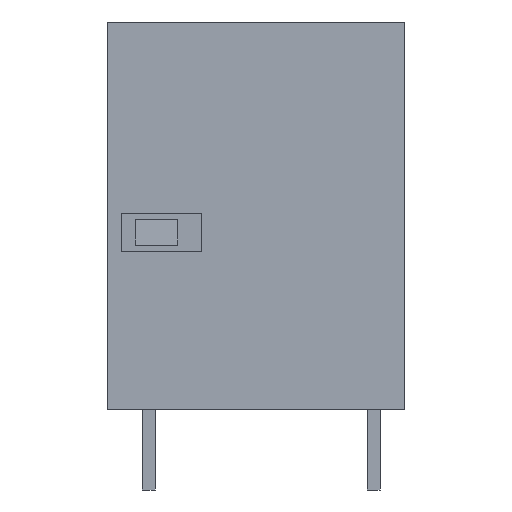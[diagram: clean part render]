
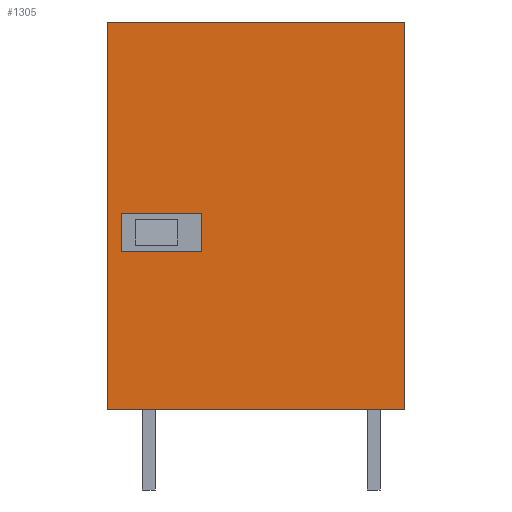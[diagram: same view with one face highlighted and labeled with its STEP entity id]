
A CAD part, left-side view. The second image highlights one B-rep face of the part: STEP entity #1305.
In plain terms, the highlighted planar face has unit normal (-1, 0, 0).
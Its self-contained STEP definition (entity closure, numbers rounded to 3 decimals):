
#1251=AXIS2_PLACEMENT_3D('Plane Axis2P3D',#1248,#1249,#1250) ;
#49=CARTESIAN_POINT('Vertex',(0.,0.,5.)) ;
#52=CARTESIAN_POINT('Line Origine',(0.,9.25,5.)) ;
#56=CARTESIAN_POINT('Vertex',(0.,18.5,5.)) ;
#148=CARTESIAN_POINT('Line Origine',(0.,0.,17.075)) ;
#152=CARTESIAN_POINT('Vertex',(0.,0.,29.15)) ;
#1248=CARTESIAN_POINT('Axis2P3D Location',(0.,18.5,0.)) ;
#1253=CARTESIAN_POINT('Line Origine',(0.,9.25,29.15)) ;
#1257=CARTESIAN_POINT('Vertex',(0.,18.5,29.15)) ;
#1260=CARTESIAN_POINT('Line Origine',(0.,18.5,17.075)) ;
#1271=CARTESIAN_POINT('Line Origine',(0.,15.151,17.25)) ;
#1275=CARTESIAN_POINT('Vertex',(0.,12.651,17.25)) ;
#1277=CARTESIAN_POINT('Vertex',(0.,17.65,17.25)) ;
#1280=CARTESIAN_POINT('Line Origine',(0.,12.651,16.05)) ;
#1284=CARTESIAN_POINT('Vertex',(0.,12.651,14.85)) ;
#1287=CARTESIAN_POINT('Line Origine',(0.,15.151,14.85)) ;
#1291=CARTESIAN_POINT('Vertex',(0.,17.65,14.85)) ;
#1294=CARTESIAN_POINT('Line Origine',(0.,17.65,16.05)) ;
#53=DIRECTION('Vector Direction',(0.,-1.,0.)) ;
#149=DIRECTION('Vector Direction',(0.,0.,-1.)) ;
#1249=DIRECTION('Axis2P3D Direction',(-1.,0.,0.)) ;
#1250=DIRECTION('Axis2P3D XDirection',(0.,-1.,0.)) ;
#1254=DIRECTION('Vector Direction',(0.,1.,0.)) ;
#1261=DIRECTION('Vector Direction',(0.,0.,-1.)) ;
#1272=DIRECTION('Vector Direction',(0.,1.,0.)) ;
#1281=DIRECTION('Vector Direction',(0.,0.,1.)) ;
#1288=DIRECTION('Vector Direction',(0.,-1.,0.)) ;
#1295=DIRECTION('Vector Direction',(0.,0.,-1.)) ;
#54=VECTOR('Line Direction',#53,1.) ;
#150=VECTOR('Line Direction',#149,1.) ;
#1255=VECTOR('Line Direction',#1254,1.) ;
#1262=VECTOR('Line Direction',#1261,1.) ;
#1273=VECTOR('Line Direction',#1272,1.) ;
#1282=VECTOR('Line Direction',#1281,1.) ;
#1289=VECTOR('Line Direction',#1288,1.) ;
#1296=VECTOR('Line Direction',#1295,1.) ;
#1266=ORIENTED_EDGE('',*,*,#1259,.T.) ;
#1267=ORIENTED_EDGE('',*,*,#1264,.T.) ;
#1268=ORIENTED_EDGE('',*,*,#58,.T.) ;
#1269=ORIENTED_EDGE('',*,*,#154,.T.) ;
#1300=ORIENTED_EDGE('',*,*,#1279,.F.) ;
#1301=ORIENTED_EDGE('',*,*,#1286,.F.) ;
#1302=ORIENTED_EDGE('',*,*,#1293,.F.) ;
#1303=ORIENTED_EDGE('',*,*,#1298,.F.) ;
#1304=FACE_BOUND('',#1299,.T.) ;
#1305=ADVANCED_FACE('HOUSING',(#1270,#1304),#1252,.T.) ;
#58=EDGE_CURVE('',#57,#50,#55,.T.) ;
#154=EDGE_CURVE('',#50,#153,#151,.F.) ;
#1259=EDGE_CURVE('',#153,#1258,#1256,.T.) ;
#1264=EDGE_CURVE('',#1258,#57,#1263,.T.) ;
#1279=EDGE_CURVE('',#1276,#1278,#1274,.T.) ;
#1286=EDGE_CURVE('',#1285,#1276,#1283,.T.) ;
#1293=EDGE_CURVE('',#1292,#1285,#1290,.T.) ;
#1298=EDGE_CURVE('',#1278,#1292,#1297,.T.) ;
#1265=EDGE_LOOP('',(#1266,#1267,#1268,#1269)) ;
#1299=EDGE_LOOP('',(#1300,#1301,#1302,#1303)) ;
#1270=FACE_OUTER_BOUND('',#1265,.T.) ;
#55=LINE('Line',#52,#54) ;
#151=LINE('Line',#148,#150) ;
#1256=LINE('Line',#1253,#1255) ;
#1263=LINE('Line',#1260,#1262) ;
#1274=LINE('Line',#1271,#1273) ;
#1283=LINE('Line',#1280,#1282) ;
#1290=LINE('Line',#1287,#1289) ;
#1297=LINE('Line',#1294,#1296) ;
#1252=PLANE('',#1251) ;
#50=VERTEX_POINT('',#49) ;
#57=VERTEX_POINT('',#56) ;
#153=VERTEX_POINT('',#152) ;
#1258=VERTEX_POINT('',#1257) ;
#1276=VERTEX_POINT('',#1275) ;
#1278=VERTEX_POINT('',#1277) ;
#1285=VERTEX_POINT('',#1284) ;
#1292=VERTEX_POINT('',#1291) ;
